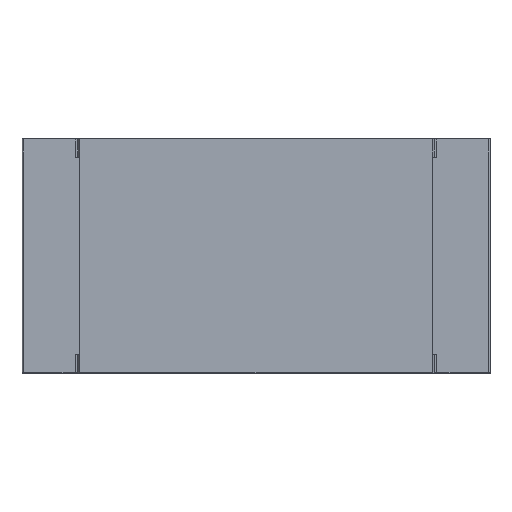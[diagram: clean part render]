
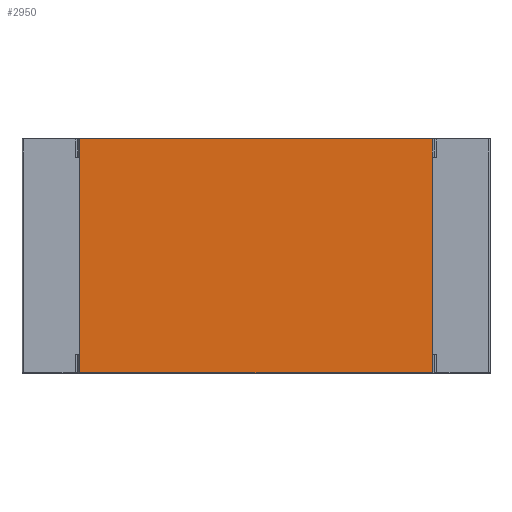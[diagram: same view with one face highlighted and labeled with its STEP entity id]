
A CAD part, top view. The second image highlights one B-rep face of the part: STEP entity #2950.
In plain terms, the highlighted planar face has unit normal (0, 0, 1).
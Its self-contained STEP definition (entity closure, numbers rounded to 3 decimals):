
#2690 = VERTEX_POINT('',#2691);
#2691 = CARTESIAN_POINT('',(-1.883,-1.25,0.65));
#2698 = PLANE('',#2699);
#2699 = AXIS2_PLACEMENT_3D('',#2700,#2701,#2702);
#2700 = CARTESIAN_POINT('',(0.,-1.25,0.632));
#2701 = DIRECTION('',(-0.,1.,0.));
#2702 = DIRECTION('',(-1.,-0.,0.));
#2710 = PLANE('',#2711);
#2711 = AXIS2_PLACEMENT_3D('',#2712,#2713,#2714);
#2712 = CARTESIAN_POINT('',(-1.903,-1.25,0.615));
#2713 = DIRECTION('',(-0.866,0.,0.5));
#2714 = DIRECTION('',(0.5,0.,0.866));
#2722 = EDGE_CURVE('',#2690,#2723,#2725,.T.);
#2723 = VERTEX_POINT('',#2724);
#2724 = CARTESIAN_POINT('',(1.883,-1.25,0.65));
#2725 = SURFACE_CURVE('',#2726,(#2730,#2737),.PCURVE_S1.);
#2726 = LINE('',#2727,#2728);
#2727 = CARTESIAN_POINT('',(-1.883,-1.25,0.65));
#2728 = VECTOR('',#2729,1.);
#2729 = DIRECTION('',(1.,0.,0.));
#2730 = PCURVE('',#2698,#2731);
#2731 = DEFINITIONAL_REPRESENTATION('',(#2732),#2736);
#2732 = LINE('',#2733,#2734);
#2733 = CARTESIAN_POINT('',(1.883,0.018));
#2734 = VECTOR('',#2735,1.);
#2735 = DIRECTION('',(-1.,0.));
#2736 = ( GEOMETRIC_REPRESENTATION_CONTEXT(2) 
PARAMETRIC_REPRESENTATION_CONTEXT() REPRESENTATION_CONTEXT('2D SPACE',''
  ) );
#2737 = PCURVE('',#2738,#2743);
#2738 = PLANE('',#2739);
#2739 = AXIS2_PLACEMENT_3D('',#2740,#2741,#2742);
#2740 = CARTESIAN_POINT('',(-1.883,-1.25,0.65));
#2741 = DIRECTION('',(0.,0.,1.));
#2742 = DIRECTION('',(1.,0.,0.));
#2743 = DEFINITIONAL_REPRESENTATION('',(#2744),#2748);
#2744 = LINE('',#2745,#2746);
#2745 = CARTESIAN_POINT('',(0.,0.));
#2746 = VECTOR('',#2747,1.);
#2747 = DIRECTION('',(1.,0.));
#2748 = ( GEOMETRIC_REPRESENTATION_CONTEXT(2) 
PARAMETRIC_REPRESENTATION_CONTEXT() REPRESENTATION_CONTEXT('2D SPACE',''
  ) );
#2766 = PLANE('',#2767);
#2767 = AXIS2_PLACEMENT_3D('',#2768,#2769,#2770);
#2768 = CARTESIAN_POINT('',(1.903,-1.25,0.615));
#2769 = DIRECTION('',(0.866,0.,0.5));
#2770 = DIRECTION('',(0.5,0.,-0.866));
#2831 = EDGE_CURVE('',#2690,#2832,#2834,.T.);
#2832 = VERTEX_POINT('',#2833);
#2833 = CARTESIAN_POINT('',(-1.883,1.25,0.65));
#2834 = SURFACE_CURVE('',#2835,(#2839,#2846),.PCURVE_S1.);
#2835 = LINE('',#2836,#2837);
#2836 = CARTESIAN_POINT('',(-1.883,-1.25,0.65));
#2837 = VECTOR('',#2838,1.);
#2838 = DIRECTION('',(0.,1.,0.));
#2839 = PCURVE('',#2710,#2840);
#2840 = DEFINITIONAL_REPRESENTATION('',(#2841),#2845);
#2841 = LINE('',#2842,#2843);
#2842 = CARTESIAN_POINT('',(0.04,0.));
#2843 = VECTOR('',#2844,1.);
#2844 = DIRECTION('',(0.,1.));
#2845 = ( GEOMETRIC_REPRESENTATION_CONTEXT(2) 
PARAMETRIC_REPRESENTATION_CONTEXT() REPRESENTATION_CONTEXT('2D SPACE',''
  ) );
#2846 = PCURVE('',#2738,#2847);
#2847 = DEFINITIONAL_REPRESENTATION('',(#2848),#2852);
#2848 = LINE('',#2849,#2850);
#2849 = CARTESIAN_POINT('',(0.,0.));
#2850 = VECTOR('',#2851,1.);
#2851 = DIRECTION('',(0.,1.));
#2852 = ( GEOMETRIC_REPRESENTATION_CONTEXT(2) 
PARAMETRIC_REPRESENTATION_CONTEXT() REPRESENTATION_CONTEXT('2D SPACE',''
  ) );
#2868 = PLANE('',#2869);
#2869 = AXIS2_PLACEMENT_3D('',#2870,#2871,#2872);
#2870 = CARTESIAN_POINT('',(0.,1.25,0.632));
#2871 = DIRECTION('',(-0.,1.,0.));
#2872 = DIRECTION('',(-1.,-0.,0.));
#2884 = EDGE_CURVE('',#2832,#2885,#2887,.T.);
#2885 = VERTEX_POINT('',#2886);
#2886 = CARTESIAN_POINT('',(1.883,1.25,0.65));
#2887 = SURFACE_CURVE('',#2888,(#2892,#2899),.PCURVE_S1.);
#2888 = LINE('',#2889,#2890);
#2889 = CARTESIAN_POINT('',(-1.883,1.25,0.65));
#2890 = VECTOR('',#2891,1.);
#2891 = DIRECTION('',(1.,0.,0.));
#2892 = PCURVE('',#2868,#2893);
#2893 = DEFINITIONAL_REPRESENTATION('',(#2894),#2898);
#2894 = LINE('',#2895,#2896);
#2895 = CARTESIAN_POINT('',(1.883,0.018));
#2896 = VECTOR('',#2897,1.);
#2897 = DIRECTION('',(-1.,0.));
#2898 = ( GEOMETRIC_REPRESENTATION_CONTEXT(2) 
PARAMETRIC_REPRESENTATION_CONTEXT() REPRESENTATION_CONTEXT('2D SPACE',''
  ) );
#2899 = PCURVE('',#2738,#2900);
#2900 = DEFINITIONAL_REPRESENTATION('',(#2901),#2905);
#2901 = LINE('',#2902,#2903);
#2902 = CARTESIAN_POINT('',(0.,2.5));
#2903 = VECTOR('',#2904,1.);
#2904 = DIRECTION('',(1.,0.));
#2905 = ( GEOMETRIC_REPRESENTATION_CONTEXT(2) 
PARAMETRIC_REPRESENTATION_CONTEXT() REPRESENTATION_CONTEXT('2D SPACE',''
  ) );
#2950 = ADVANCED_FACE('',(#2951),#2738,.T.);
#2951 = FACE_BOUND('',#2952,.T.);
#2952 = EDGE_LOOP('',(#2953,#2954,#2955,#2976));
#2953 = ORIENTED_EDGE('',*,*,#2831,.F.);
#2954 = ORIENTED_EDGE('',*,*,#2722,.T.);
#2955 = ORIENTED_EDGE('',*,*,#2956,.T.);
#2956 = EDGE_CURVE('',#2723,#2885,#2957,.T.);
#2957 = SURFACE_CURVE('',#2958,(#2962,#2969),.PCURVE_S1.);
#2958 = LINE('',#2959,#2960);
#2959 = CARTESIAN_POINT('',(1.883,-1.25,0.65));
#2960 = VECTOR('',#2961,1.);
#2961 = DIRECTION('',(0.,1.,0.));
#2962 = PCURVE('',#2738,#2963);
#2963 = DEFINITIONAL_REPRESENTATION('',(#2964),#2968);
#2964 = LINE('',#2965,#2966);
#2965 = CARTESIAN_POINT('',(3.765,0.));
#2966 = VECTOR('',#2967,1.);
#2967 = DIRECTION('',(0.,1.));
#2968 = ( GEOMETRIC_REPRESENTATION_CONTEXT(2) 
PARAMETRIC_REPRESENTATION_CONTEXT() REPRESENTATION_CONTEXT('2D SPACE',''
  ) );
#2969 = PCURVE('',#2766,#2970);
#2970 = DEFINITIONAL_REPRESENTATION('',(#2971),#2975);
#2971 = LINE('',#2972,#2973);
#2972 = CARTESIAN_POINT('',(-0.04,0.));
#2973 = VECTOR('',#2974,1.);
#2974 = DIRECTION('',(0.,1.));
#2975 = ( GEOMETRIC_REPRESENTATION_CONTEXT(2) 
PARAMETRIC_REPRESENTATION_CONTEXT() REPRESENTATION_CONTEXT('2D SPACE',''
  ) );
#2976 = ORIENTED_EDGE('',*,*,#2884,.F.);
